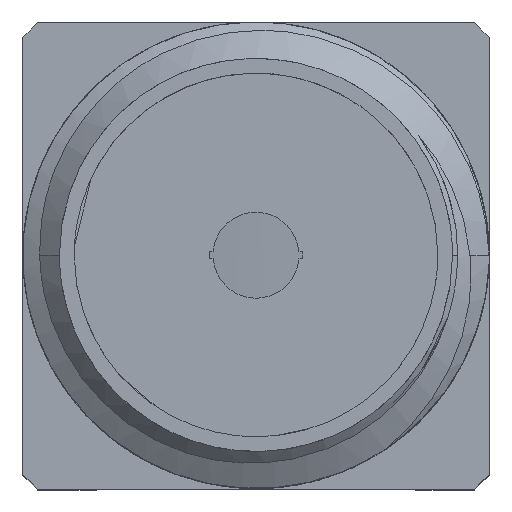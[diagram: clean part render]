
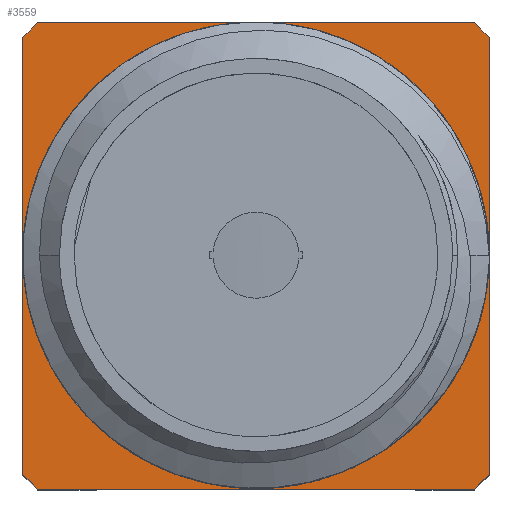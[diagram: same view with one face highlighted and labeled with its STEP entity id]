
A CAD part, top view. The second image highlights one B-rep face of the part: STEP entity #3559.
In plain terms, the highlighted planar face has unit normal (0, 0, 1).
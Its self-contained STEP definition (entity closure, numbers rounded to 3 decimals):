
#17 = VECTOR ( 'NONE', #1851, 1000. ) ;
#25 = LINE ( 'NONE', #1934, #2562 ) ;
#83 = CARTESIAN_POINT ( 'NONE',  ( 0., 0., 1.6 ) ) ;
#111 = EDGE_CURVE ( 'NONE', #524, #1980, #2056, .T. ) ;
#281 = AXIS2_PLACEMENT_3D ( 'NONE', #4128, #1319, #4586 ) ;
#296 = ORIENTED_EDGE ( 'NONE', *, *, #111, .T. ) ;
#359 = CARTESIAN_POINT ( 'NONE',  ( 0., 3.175, 1.6 ) ) ;
#458 = LINE ( 'NONE', #2498, #4076 ) ;
#517 = VERTEX_POINT ( 'NONE', #5166 ) ;
#518 = VERTEX_POINT ( 'NONE', #5084 ) ;
#524 = VERTEX_POINT ( 'NONE', #3535 ) ;
#574 = DIRECTION ( 'NONE',  ( 0., 0., 1. ) ) ;
#587 = ORIENTED_EDGE ( 'NONE', *, *, #3653, .T. ) ;
#638 = DIRECTION ( 'NONE',  ( 0., 1., 0. ) ) ;
#689 = VECTOR ( 'NONE', #1327, 1000. ) ;
#832 = VECTOR ( 'NONE', #638, 1000. ) ;
#856 = DIRECTION ( 'NONE',  ( 0., 0., 1. ) ) ;
#1105 = EDGE_LOOP ( 'NONE', ( #587, #5911, #5021, #296, #1562, #3024, #3815, #4343 ) ) ;
#1195 = EDGE_CURVE ( 'NONE', #4136, #3769, #3813, .T. ) ;
#1282 = FACE_OUTER_BOUND ( 'NONE', #1105, .T. ) ;
#1319 = DIRECTION ( 'NONE',  ( 0., 0., 1. ) ) ;
#1327 = DIRECTION ( 'NONE',  ( -1., 0., 0. ) ) ;
#1473 = DIRECTION ( 'NONE',  ( 0.707, -0.707, 0. ) ) ;
#1562 = ORIENTED_EDGE ( 'NONE', *, *, #4943, .T. ) ;
#1569 = VERTEX_POINT ( 'NONE', #5070 ) ;
#1596 = DIRECTION ( 'NONE',  ( 0.707, 0.707, 0. ) ) ;
#1614 = ORIENTED_EDGE ( 'NONE', *, *, #5707, .F. ) ;
#1665 = CARTESIAN_POINT ( 'NONE',  ( 2.975, 3.175, 1.6 ) ) ;
#1720 = EDGE_CURVE ( 'NONE', #4398, #4136, #25, .T. ) ;
#1750 = CARTESIAN_POINT ( 'NONE',  ( 0., -3.175, 1.6 ) ) ;
#1839 = EDGE_CURVE ( 'NONE', #2565, #1569, #4315, .T. ) ;
#1851 = DIRECTION ( 'NONE',  ( 1., 0., 0. ) ) ;
#1856 = ORIENTED_EDGE ( 'NONE', *, *, #5465, .F. ) ;
#1934 = CARTESIAN_POINT ( 'NONE',  ( -2.975, -3.175, 1.6 ) ) ;
#1980 = VERTEX_POINT ( 'NONE', #3068 ) ;
#2056 = LINE ( 'NONE', #5650, #3300 ) ;
#2498 = CARTESIAN_POINT ( 'NONE',  ( 3.175, -2.975, 1.6 ) ) ;
#2562 = VECTOR ( 'NONE', #1473, 1000. ) ;
#2565 = VERTEX_POINT ( 'NONE', #3064 ) ;
#2719 = EDGE_LOOP ( 'NONE', ( #1856, #1614 ) ) ;
#2811 = CARTESIAN_POINT ( 'NONE',  ( -3.175, 0., 1.6 ) ) ;
#2986 = AXIS2_PLACEMENT_3D ( 'NONE', #83, #574, #3877 ) ;
#3024 = ORIENTED_EDGE ( 'NONE', *, *, #1720, .T. ) ;
#3064 = CARTESIAN_POINT ( 'NONE',  ( 3.175, 2.975, 1.6 ) ) ;
#3068 = CARTESIAN_POINT ( 'NONE',  ( -3.175, 2.975, 1.6 ) ) ;
#3284 = DIRECTION ( 'NONE',  ( 0., -1., 0. ) ) ;
#3288 = EDGE_CURVE ( 'NONE', #3769, #5034, #458, .T. ) ;
#3300 = VECTOR ( 'NONE', #5344, 1000. ) ;
#3352 = LINE ( 'NONE', #3468, #832 ) ;
#3468 = CARTESIAN_POINT ( 'NONE',  ( 3.175, 0., 1.6 ) ) ;
#3485 = CIRCLE ( 'NONE', #281, 2.975 ) ;
#3535 = CARTESIAN_POINT ( 'NONE',  ( -2.975, 3.175, 1.6 ) ) ;
#3559 = ADVANCED_FACE ( 'NONE', ( #1282, #6070 ), #4773, .T. ) ;
#3653 = EDGE_CURVE ( 'NONE', #5034, #2565, #3352, .T. ) ;
#3696 = CARTESIAN_POINT ( 'NONE',  ( 0., 0., 1.6 ) ) ;
#3719 = CARTESIAN_POINT ( 'NONE',  ( -3.175, -2.975, 1.6 ) ) ;
#3769 = VERTEX_POINT ( 'NONE', #4938 ) ;
#3813 = LINE ( 'NONE', #1750, #17 ) ;
#3815 = ORIENTED_EDGE ( 'NONE', *, *, #1195, .T. ) ;
#3877 = DIRECTION ( 'NONE',  ( 1., 0., 0. ) ) ;
#3999 = VECTOR ( 'NONE', #3284, 1000. ) ;
#4026 = VECTOR ( 'NONE', #5850, 1000. ) ;
#4076 = VECTOR ( 'NONE', #1596, 1000. ) ;
#4128 = CARTESIAN_POINT ( 'NONE',  ( 0., 0., 1.6 ) ) ;
#4133 = LINE ( 'NONE', #2811, #3999 ) ;
#4136 = VERTEX_POINT ( 'NONE', #5296 ) ;
#4150 = DIRECTION ( 'NONE',  ( 0., 1., 0. ) ) ;
#4315 = LINE ( 'NONE', #1665, #4026 ) ;
#4343 = ORIENTED_EDGE ( 'NONE', *, *, #3288, .T. ) ;
#4398 = VERTEX_POINT ( 'NONE', #3719 ) ;
#4427 = LINE ( 'NONE', #359, #689 ) ;
#4586 = DIRECTION ( 'NONE',  ( 0., 1., 0. ) ) ;
#4758 = EDGE_CURVE ( 'NONE', #1569, #524, #4427, .T. ) ;
#4773 = PLANE ( 'NONE',  #2986 ) ;
#4783 = AXIS2_PLACEMENT_3D ( 'NONE', #3696, #856, #4150 ) ;
#4938 = CARTESIAN_POINT ( 'NONE',  ( 2.975, -3.175, 1.6 ) ) ;
#4943 = EDGE_CURVE ( 'NONE', #1980, #4398, #4133, .T. ) ;
#5021 = ORIENTED_EDGE ( 'NONE', *, *, #4758, .T. ) ;
#5034 = VERTEX_POINT ( 'NONE', #5327 ) ;
#5070 = CARTESIAN_POINT ( 'NONE',  ( 2.975, 3.175, 1.6 ) ) ;
#5084 = CARTESIAN_POINT ( 'NONE',  ( 0., 2.975, 1.6 ) ) ;
#5166 = CARTESIAN_POINT ( 'NONE',  ( 0., -2.975, 1.6 ) ) ;
#5296 = CARTESIAN_POINT ( 'NONE',  ( -2.975, -3.175, 1.6 ) ) ;
#5327 = CARTESIAN_POINT ( 'NONE',  ( 3.175, -2.975, 1.6 ) ) ;
#5344 = DIRECTION ( 'NONE',  ( -0.707, -0.707, 0. ) ) ;
#5465 = EDGE_CURVE ( 'NONE', #518, #517, #3485, .T. ) ;
#5473 = CIRCLE ( 'NONE', #4783, 2.975 ) ;
#5650 = CARTESIAN_POINT ( 'NONE',  ( -3.175, 2.975, 1.6 ) ) ;
#5707 = EDGE_CURVE ( 'NONE', #517, #518, #5473, .T. ) ;
#5850 = DIRECTION ( 'NONE',  ( -0.707, 0.707, 0. ) ) ;
#5911 = ORIENTED_EDGE ( 'NONE', *, *, #1839, .T. ) ;
#6070 = FACE_BOUND ( 'NONE', #2719, .T. ) ;
